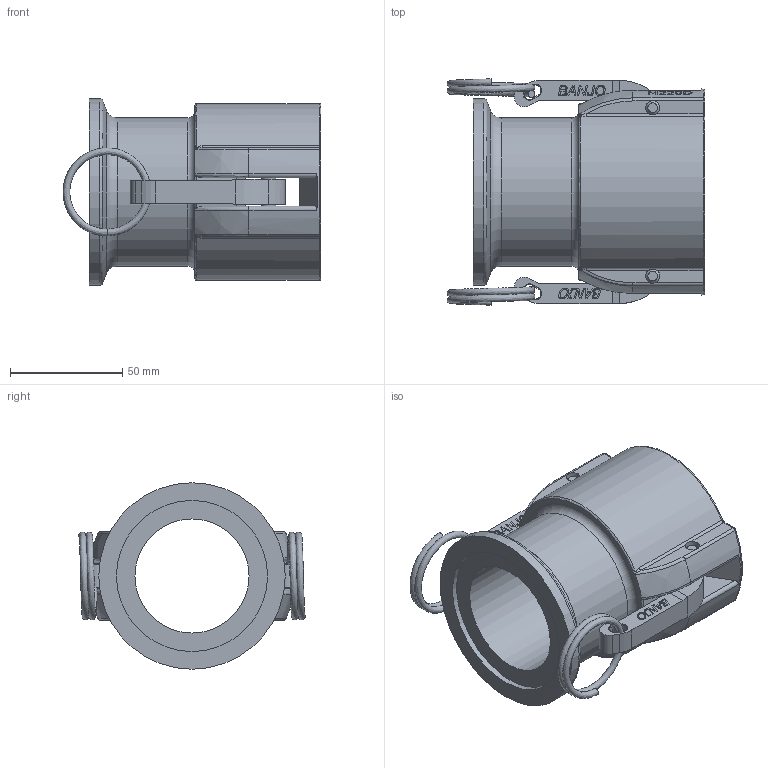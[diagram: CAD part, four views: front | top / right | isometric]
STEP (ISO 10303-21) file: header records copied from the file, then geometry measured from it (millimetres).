
FILE_DESCRIPTION(/* description */ ('2" FML CPLG X 2" FP MNFLD FLG'),/* implementation_level */ '2;1');
FILE_NAME(/* name */ 'M220D.stp',/* time_stamp */ '2013-11-26T13:41:21-05:00',/* author */ ('mclevenger'),/* organization */ (''),/* preprocessor_version */ 'ST-DEVELOPER v15.2',/* originating_system */ 'Autodesk Inventor 2014',/* authorisation */ '');
FILE_SCHEMA (('AUTOMOTIVE_DESIGN { 1 0 10303 214 3 1 1 }'));
Length unit declared in the file: inch
Products named in the file (7): M220XD; 150(200)XK; 150RING; 150(200)K; 200G; 200P; M220D
Bounding box: 114.82 x 100.76 x 83.06 mm (x, y, z)
Volume: 214127.5 mm3; surface area: 73325.3 mm2
Topology: 8 solids, 8 shells, 857 faces, 2293 edges, 1503 vertices
Faces by surface type: plane 408, bspline 316, cylinder 95, cone 19, torus 15, sphere 4
Full cylindrical faces by diameter (mm): 6.325 x2, 6.35 x4, 6.553 x2, 50.8 x2, 64.313 x1, 66.04 x1, 66.675 x1, 67.31 x1, 67.691 x1, 83.058 x1
Entity records: 59539 total; most frequent: CARTESIAN_POINT 45011, ORIENTED_EDGE 3432, DIRECTION 2145, EDGE_CURVE 1716, VERTEX_POINT 1140, LINE 823, VECTOR 823, EDGE_LOOP 730
